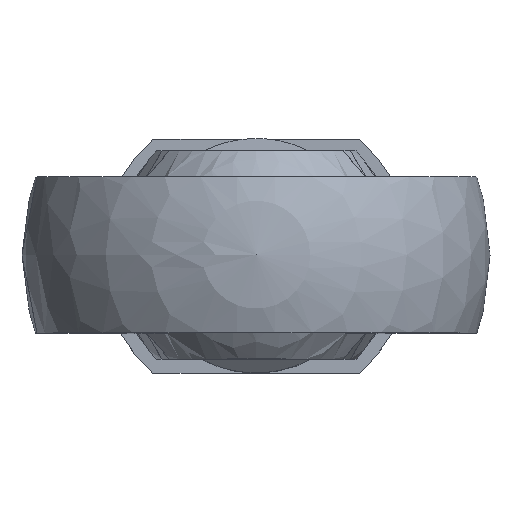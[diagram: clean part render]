
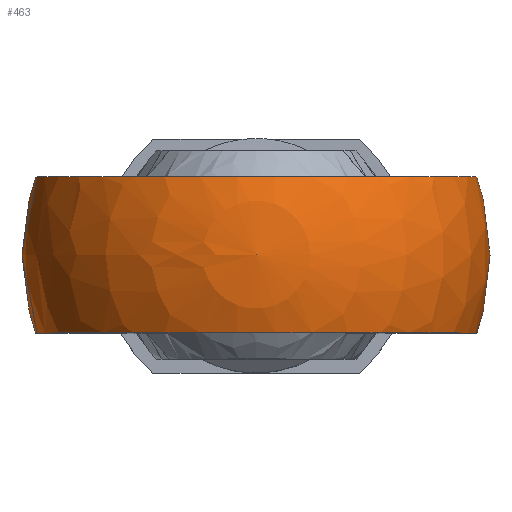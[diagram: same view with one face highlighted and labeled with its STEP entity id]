
A CAD part, top view. The second image highlights one B-rep face of the part: STEP entity #463.
In plain terms, the highlighted spherical face has radius 9 mm.
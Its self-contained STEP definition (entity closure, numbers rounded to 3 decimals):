
#27=SPHERICAL_SURFACE('',#594,9.);
#87=FACE_OUTER_BOUND('',#117,.T.);
#117=EDGE_LOOP('',(#390,#391,#392,#393,#394,#395,#396));
#150=CIRCLE('',#595,7.794);
#151=CIRCLE('',#596,8.485);
#152=CIRCLE('',#597,7.794);
#153=CIRCLE('',#598,9.);
#154=CIRCLE('',#599,7.794);
#155=CIRCLE('',#600,8.485);
#236=VERTEX_POINT('',#870);
#237=VERTEX_POINT('',#871);
#238=VERTEX_POINT('',#873);
#239=VERTEX_POINT('',#875);
#240=VERTEX_POINT('',#877);
#241=VERTEX_POINT('',#879);
#293=EDGE_CURVE('',#236,#237,#150,.T.);
#294=EDGE_CURVE('',#237,#238,#151,.T.);
#295=EDGE_CURVE('',#238,#239,#152,.T.);
#296=EDGE_CURVE('',#240,#239,#153,.T.);
#297=EDGE_CURVE('',#239,#241,#154,.T.);
#298=EDGE_CURVE('',#241,#236,#155,.T.);
#390=ORIENTED_EDGE('',*,*,#293,.T.);
#391=ORIENTED_EDGE('',*,*,#294,.T.);
#392=ORIENTED_EDGE('',*,*,#295,.T.);
#393=ORIENTED_EDGE('',*,*,#296,.F.);
#394=ORIENTED_EDGE('',*,*,#296,.T.);
#395=ORIENTED_EDGE('',*,*,#297,.T.);
#396=ORIENTED_EDGE('',*,*,#298,.T.);
#463=ADVANCED_FACE('',(#87),#27,.T.);
#594=AXIS2_PLACEMENT_3D('',#869,#721,#722);
#595=AXIS2_PLACEMENT_3D('',#872,#723,#724);
#596=AXIS2_PLACEMENT_3D('',#874,#725,#726);
#597=AXIS2_PLACEMENT_3D('',#876,#727,#728);
#598=AXIS2_PLACEMENT_3D('',#878,#729,#730);
#599=AXIS2_PLACEMENT_3D('',#880,#731,#732);
#600=AXIS2_PLACEMENT_3D('',#881,#733,#734);
#721=DIRECTION('center_axis',(0.,0.,1.));
#722=DIRECTION('ref_axis',(1.,0.,0.));
#723=DIRECTION('center_axis',(0.,0.,1.));
#724=DIRECTION('ref_axis',(1.,0.,0.));
#725=DIRECTION('center_axis',(0.,-1.,0.));
#726=DIRECTION('ref_axis',(0.,0.,1.));
#727=DIRECTION('center_axis',(0.,0.,1.));
#728=DIRECTION('ref_axis',(1.,0.,0.));
#729=DIRECTION('center_axis',(0.,-1.,0.));
#730=DIRECTION('ref_axis',(-1.,0.,0.));
#731=DIRECTION('center_axis',(0.,0.,1.));
#732=DIRECTION('ref_axis',(1.,0.,0.));
#733=DIRECTION('center_axis',(0.,1.,0.));
#734=DIRECTION('ref_axis',(0.,0.,-1.));
#869=CARTESIAN_POINT('Origin',(0.,0.,0.));
#870=CARTESIAN_POINT('',(7.194,-3.,-4.5));
#871=CARTESIAN_POINT('',(7.194,3.,-4.5));
#872=CARTESIAN_POINT('Origin',(0.,0.,-4.5));
#873=CARTESIAN_POINT('',(-7.194,3.,-4.5));
#874=CARTESIAN_POINT('Origin',(0.,3.,0.));
#875=CARTESIAN_POINT('',(-7.794,0.,-4.5));
#876=CARTESIAN_POINT('Origin',(0.,0.,-4.5));
#877=CARTESIAN_POINT('',(0.,0.,9.));
#878=CARTESIAN_POINT('Origin',(0.,0.,0.));
#879=CARTESIAN_POINT('',(-7.194,-3.,-4.5));
#880=CARTESIAN_POINT('Origin',(0.,0.,-4.5));
#881=CARTESIAN_POINT('Origin',(0.,-3.,0.));
